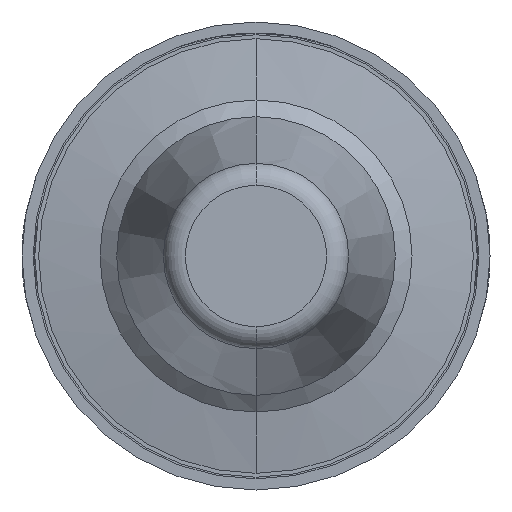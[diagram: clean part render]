
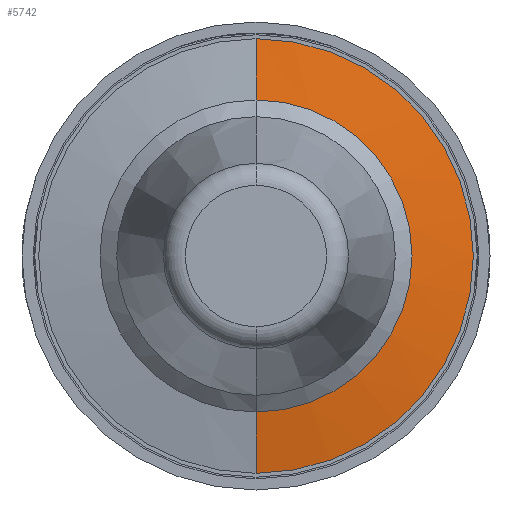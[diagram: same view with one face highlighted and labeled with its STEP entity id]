
A CAD part, front view. The second image highlights one B-rep face of the part: STEP entity #5742.
In plain terms, the highlighted conical face has half-angle 80.134 degrees and reference radius 0.8 mm.
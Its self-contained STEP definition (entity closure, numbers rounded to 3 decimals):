
#98 = AXIS2_PLACEMENT_3D ( 'NONE', #3795, #1464, #390 ) ;
#175 = CARTESIAN_POINT ( 'NONE',  ( 0., -29.7, 1.95 ) ) ;
#380 = CARTESIAN_POINT ( 'NONE',  ( 0., -29.9, 0.8 ) ) ;
#390 = DIRECTION ( 'NONE',  ( 0., 0., 1. ) ) ;
#477 = LINE ( 'NONE', #6191, #5450 ) ;
#588 = VERTEX_POINT ( 'NONE', #5809 ) ;
#804 = CONICAL_SURFACE ( 'NONE', #5057, 0.8, 1.399 ) ;
#853 = VERTEX_POINT ( 'NONE', #175 ) ;
#915 = CIRCLE ( 'NONE', #4458, 1.95 ) ;
#1057 = DIRECTION ( 'NONE',  ( 0., 0., 1. ) ) ;
#1261 = ORIENTED_EDGE ( 'NONE', *, *, #3326, .F. ) ;
#1464 = DIRECTION ( 'NONE',  ( 0., 1., 0. ) ) ;
#1596 = EDGE_CURVE ( 'NONE', #588, #853, #4043, .T. ) ;
#1747 = VERTEX_POINT ( 'NONE', #4980 ) ;
#2162 = CARTESIAN_POINT ( 'NONE',  ( 0., -29.7, 0. ) ) ;
#2764 = DIRECTION ( 'NONE',  ( 0., 1., 0. ) ) ;
#3083 = ORIENTED_EDGE ( 'NONE', *, *, #6266, .T. ) ;
#3326 = EDGE_CURVE ( 'Defeature ausgef�hrt1_99+Defeature ausgef�hrt1_100+Defeature ausgef�hrt1_100+Defeature ausgef�hrt1_100', #853, #4415, #915, .T. ) ;
#3795 = CARTESIAN_POINT ( 'NONE',  ( 0., -29.886, 0. ) ) ;
#3848 = FACE_OUTER_BOUND ( 'NONE', #4310, .T. ) ;
#4043 = LINE ( 'NONE', #380, #5923 ) ;
#4147 = CARTESIAN_POINT ( 'NONE',  ( 0., -29.7, -1.95 ) ) ;
#4310 = EDGE_LOOP ( 'NONE', ( #3083, #7328, #1261, #4948 ) ) ;
#4415 = VERTEX_POINT ( 'NONE', #4147 ) ;
#4458 = AXIS2_PLACEMENT_3D ( 'NONE', #2162, #2764, #1057 ) ;
#4948 = ORIENTED_EDGE ( 'NONE', *, *, #1596, .F. ) ;
#4980 = CARTESIAN_POINT ( 'NONE',  ( 0., -29.886, -0.883 ) ) ;
#5049 = DIRECTION ( 'NONE',  ( 0., 0.171, -0.985 ) ) ;
#5057 = AXIS2_PLACEMENT_3D ( 'NONE', #7257, #6122, #6068 ) ;
#5276 = EDGE_CURVE ( 'NONE', #1747, #4415, #477, .T. ) ;
#5450 = VECTOR ( 'NONE', #5049, 1000. ) ;
#5742 = ADVANCED_FACE ( 'Defeature ausgef�hrt1_100', ( #3848 ), #804, .T. ) ;
#5809 = CARTESIAN_POINT ( 'NONE',  ( 0., -29.886, 0.883 ) ) ;
#5923 = VECTOR ( 'NONE', #6039, 1000. ) ;
#6039 = DIRECTION ( 'NONE',  ( 0., 0.171, 0.985 ) ) ;
#6068 = DIRECTION ( 'NONE',  ( 0., 0., 1. ) ) ;
#6122 = DIRECTION ( 'NONE',  ( 0., 1., 0. ) ) ;
#6191 = CARTESIAN_POINT ( 'NONE',  ( 0., -29.9, -0.8 ) ) ;
#6266 = EDGE_CURVE ( 'Defeature ausgef�hrt1_100+Defeature ausgef�hrt1_96+Defeature ausgef�hrt1_96+Defeature ausgef�hrt1_96', #588, #1747, #7055, .T. ) ;
#7055 = CIRCLE ( 'NONE', #98, 0.883 ) ;
#7257 = CARTESIAN_POINT ( 'NONE',  ( 0., -29.9, 0. ) ) ;
#7328 = ORIENTED_EDGE ( 'NONE', *, *, #5276, .T. ) ;
